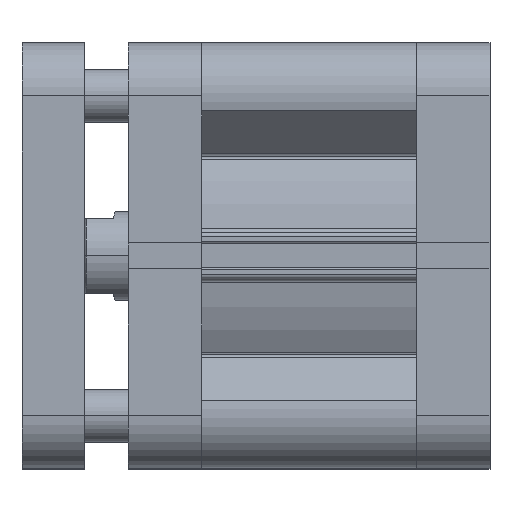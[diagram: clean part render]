
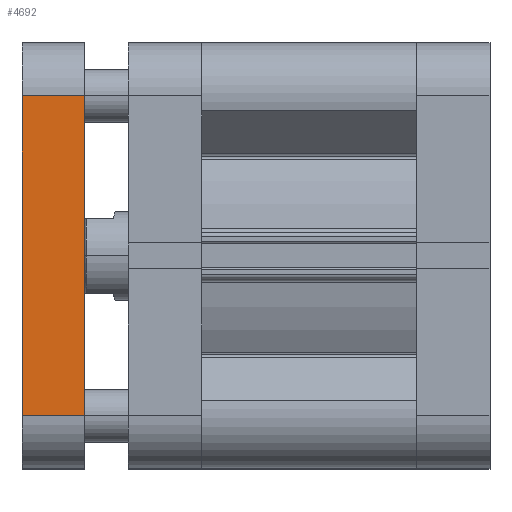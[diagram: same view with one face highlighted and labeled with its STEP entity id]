
A CAD part, top view. The second image highlights one B-rep face of the part: STEP entity #4692.
In plain terms, the highlighted face is planar.
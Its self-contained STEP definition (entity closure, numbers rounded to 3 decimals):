
#63 = VERTEX_POINT ( 'NONE', #641 ) ;
#64 = VERTEX_POINT ( 'NONE', #642 ) ;
#69 = VERTEX_POINT ( 'NONE', #647 ) ;
#70 = VERTEX_POINT ( 'NONE', #648 ) ;
#641 = CARTESIAN_POINT ( 'NONE',  ( 7., 36., -48. ) ) ;
#642 = CARTESIAN_POINT ( 'NONE',  ( 7., -36., -48. ) ) ;
#647 = CARTESIAN_POINT ( 'NONE',  ( 21., -36., -48. ) ) ;
#648 = CARTESIAN_POINT ( 'NONE',  ( 21., 36., -48. ) ) ;
#1839 = ORIENTED_EDGE ( 'NONE', *, *, #6289, .T. ) ;
#1840 = ORIENTED_EDGE ( 'NONE', *, *, #6264, .T. ) ;
#1841 = ORIENTED_EDGE ( 'NONE', *, *, #6283, .T. ) ;
#1842 = ORIENTED_EDGE ( 'NONE', *, *, #6278, .T. ) ;
#4692 = ADVANCED_FACE ( 'NONE', ( #7419 ), #8409, .F. ) ;
#4747 = EDGE_LOOP ( 'NONE', ( #1842, #1841, #1840, #1839 ) ) ;
#6264 = EDGE_CURVE ( 'NONE', #64, #63, #7992, .T. ) ;
#6278 = EDGE_CURVE ( 'NONE', #70, #69, #8018, .T. ) ;
#6283 = EDGE_CURVE ( 'NONE', #69, #64, #8024, .T. ) ;
#6289 = EDGE_CURVE ( 'NONE', #63, #70, #8027, .T. ) ;
#6684 = AXIS2_PLACEMENT_3D ( 'NONE', #8412, #8418, #8419 ) ;
#7419 = FACE_OUTER_BOUND ( 'NONE', #4747, .T. ) ;
#7990 = VECTOR ( 'NONE', #9532, 1000. ) ;
#7992 = LINE ( 'NONE', #9531, #7990 ) ;
#8018 = LINE ( 'NONE', #9572, #8019 ) ;
#8019 = VECTOR ( 'NONE', #9573, 1000. ) ;
#8023 = VECTOR ( 'NONE', #9598, 1000. ) ;
#8024 = LINE ( 'NONE', #9574, #8026 ) ;
#8026 = VECTOR ( 'NONE', #9584, 1000. ) ;
#8027 = LINE ( 'NONE', #9597, #8023 ) ;
#8409 = PLANE ( 'NONE',  #6684 ) ;
#8412 = CARTESIAN_POINT ( 'NONE',  ( -60.882, 0., -48. ) ) ;
#8418 = DIRECTION ( 'NONE',  ( 0., 0., 1. ) ) ;
#8419 = DIRECTION ( 'NONE',  ( 1., 0., 0. ) ) ;
#9531 = CARTESIAN_POINT ( 'NONE',  ( 7., 0., -48. ) ) ;
#9532 = DIRECTION ( 'NONE',  ( 0., 1., 0. ) ) ;
#9572 = CARTESIAN_POINT ( 'NONE',  ( 21., 0., -48. ) ) ;
#9573 = DIRECTION ( 'NONE',  ( 0., -1., 0. ) ) ;
#9574 = CARTESIAN_POINT ( 'NONE',  ( 7., -36., -48. ) ) ;
#9584 = DIRECTION ( 'NONE',  ( -1., 0., 0. ) ) ;
#9597 = CARTESIAN_POINT ( 'NONE',  ( -60.882, 36., -48. ) ) ;
#9598 = DIRECTION ( 'NONE',  ( 1., 0., 0. ) ) ;
